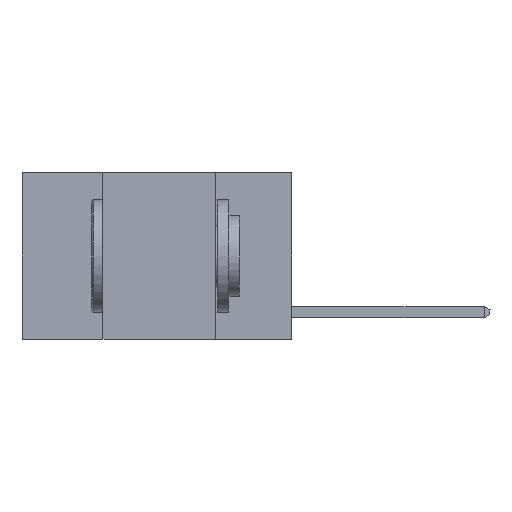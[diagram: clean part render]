
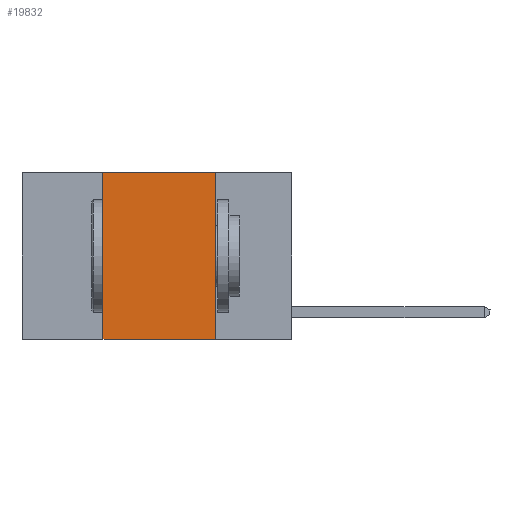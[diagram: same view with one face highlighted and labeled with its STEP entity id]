
A CAD part, left-side view. The second image highlights one B-rep face of the part: STEP entity #19832.
In plain terms, the highlighted planar face has unit normal (-1, 0, 0).
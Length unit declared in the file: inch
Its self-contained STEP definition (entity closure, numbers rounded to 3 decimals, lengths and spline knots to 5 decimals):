
#63 = ORIENTED_EDGE ( 'NONE', *, *, #20966, .F. ) ;
#2691 = EDGE_CURVE ( 'NONE', #6823, #23486, #24266, .T. ) ;
#3356 = DIRECTION ( 'NONE',  ( 0., -1., 0. ) ) ;
#3410 = VERTEX_POINT ( 'NONE', #14516 ) ;
#3562 = CARTESIAN_POINT ( 'NONE',  ( 0., 0.6, -0.37 ) ) ;
#3778 = VERTEX_POINT ( 'NONE', #27674 ) ;
#4032 = DIRECTION ( 'NONE',  ( 0., 0., -1. ) ) ;
#4304 = VECTOR ( 'NONE', #3356, 39.37008 ) ;
#4767 = DIRECTION ( 'NONE',  ( 0., 0., -1. ) ) ;
#6739 = PLANE ( 'NONE',  #10672 ) ;
#6823 = VERTEX_POINT ( 'NONE', #9659 ) ;
#7017 = LINE ( 'NONE', #16645, #29193 ) ;
#7177 = VECTOR ( 'NONE', #7785, 39.37008 ) ;
#7555 = DIRECTION ( 'NONE',  ( 0., 0., 1. ) ) ;
#7785 = DIRECTION ( 'NONE',  ( 0., -1., 0. ) ) ;
#7836 = EDGE_LOOP ( 'NONE', ( #63, #8497, #23462, #18590 ) ) ;
#8497 = ORIENTED_EDGE ( 'NONE', *, *, #2691, .F. ) ;
#9026 = EDGE_CURVE ( 'NONE', #3410, #3778, #24616, .T. ) ;
#9659 = CARTESIAN_POINT ( 'NONE',  ( 0., 0.42, 0. ) ) ;
#10672 = AXIS2_PLACEMENT_3D ( 'NONE', #11014, #25400, #4032 ) ;
#11014 = CARTESIAN_POINT ( 'NONE',  ( 0., 0.6, 0. ) ) ;
#13103 = EDGE_CURVE ( 'NONE', #3410, #6823, #28534, .T. ) ;
#14516 = CARTESIAN_POINT ( 'NONE',  ( 0., 0.42, -0.37 ) ) ;
#14781 = CARTESIAN_POINT ( 'NONE',  ( 0., 0.6, 0. ) ) ;
#16645 = CARTESIAN_POINT ( 'NONE',  ( 0., 0.17, 0. ) ) ;
#18590 = ORIENTED_EDGE ( 'NONE', *, *, #9026, .T. ) ;
#19832 = ADVANCED_FACE ( 'NONE', ( #20382 ), #6739, .F. ) ;
#20382 = FACE_OUTER_BOUND ( 'NONE', #7836, .T. ) ;
#20966 = EDGE_CURVE ( 'NONE', #23486, #3778, #7017, .T. ) ;
#21508 = CARTESIAN_POINT ( 'NONE',  ( 0., 0.42, 0. ) ) ;
#22401 = CARTESIAN_POINT ( 'NONE',  ( 0., 0.17, 0. ) ) ;
#23462 = ORIENTED_EDGE ( 'NONE', *, *, #13103, .F. ) ;
#23486 = VERTEX_POINT ( 'NONE', #22401 ) ;
#24266 = LINE ( 'NONE', #14781, #4304 ) ;
#24616 = LINE ( 'NONE', #3562, #7177 ) ;
#25400 = DIRECTION ( 'NONE',  ( 1., 0., 0. ) ) ;
#25990 = VECTOR ( 'NONE', #7555, 39.37008 ) ;
#27674 = CARTESIAN_POINT ( 'NONE',  ( 0., 0.17, -0.37 ) ) ;
#28534 = LINE ( 'NONE', #21508, #25990 ) ;
#29193 = VECTOR ( 'NONE', #4767, 39.37008 ) ;
